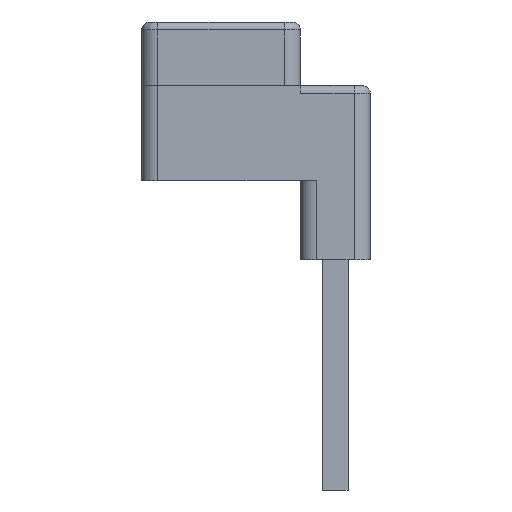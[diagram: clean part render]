
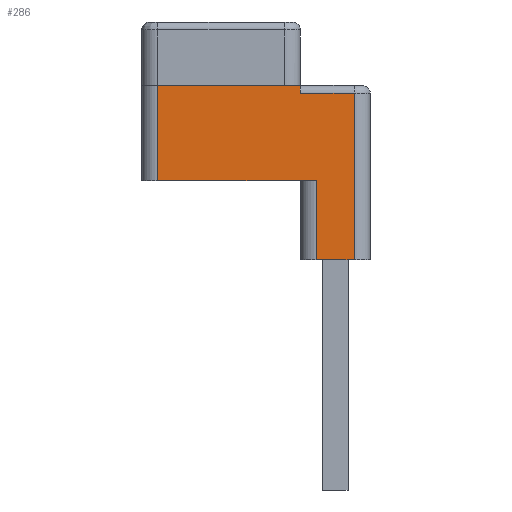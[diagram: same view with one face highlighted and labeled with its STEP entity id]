
A CAD part, left-side view. The second image highlights one B-rep face of the part: STEP entity #286.
In plain terms, the highlighted planar face has unit normal (-1, 0, 0).
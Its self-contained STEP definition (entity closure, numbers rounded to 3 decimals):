
#163=AXIS2_PLACEMENT_3D('Plane Axis2P3D',#160,#161,#162) ;
#90=CARTESIAN_POINT('Vertex',(11.5,0.7,7.248)) ;
#93=CARTESIAN_POINT('Line Origine',(11.5,1.1,7.248)) ;
#97=CARTESIAN_POINT('Vertex',(11.5,1.5,7.248)) ;
#160=CARTESIAN_POINT('Axis2P3D Location',(11.5,7.2,9.748)) ;
#165=CARTESIAN_POINT('Line Origine',(11.5,0.6,7.248)) ;
#169=CARTESIAN_POINT('Vertex',(11.5,0.5,7.248)) ;
#172=CARTESIAN_POINT('Line Origine',(11.5,0.5,9.873)) ;
#176=CARTESIAN_POINT('Vertex',(11.5,0.5,12.498)) ;
#179=CARTESIAN_POINT('Line Origine',(11.5,1.35,12.498)) ;
#183=CARTESIAN_POINT('Vertex',(11.5,2.2,12.498)) ;
#186=CARTESIAN_POINT('Line Origine',(11.5,2.2,12.623)) ;
#190=CARTESIAN_POINT('Vertex',(11.5,2.2,12.748)) ;
#193=CARTESIAN_POINT('Line Origine',(11.5,3.134,12.748)) ;
#197=CARTESIAN_POINT('Vertex',(11.5,4.069,12.748)) ;
#200=CARTESIAN_POINT('Line Origine',(11.5,4.069,13.028)) ;
#204=CARTESIAN_POINT('Vertex',(11.5,4.069,13.308)) ;
#207=CARTESIAN_POINT('Line Origine',(11.5,3.876,14.028)) ;
#211=CARTESIAN_POINT('Vertex',(11.5,3.684,14.748)) ;
#214=CARTESIAN_POINT('Line Origine',(11.5,4.7,14.748)) ;
#218=CARTESIAN_POINT('Vertex',(11.5,5.716,14.748)) ;
#221=CARTESIAN_POINT('Line Origine',(11.5,5.524,14.028)) ;
#225=CARTESIAN_POINT('Vertex',(11.5,5.331,13.308)) ;
#228=CARTESIAN_POINT('Line Origine',(11.5,5.331,13.028)) ;
#232=CARTESIAN_POINT('Vertex',(11.5,5.331,12.748)) ;
#235=CARTESIAN_POINT('Line Origine',(11.5,6.016,12.748)) ;
#239=CARTESIAN_POINT('Vertex',(11.5,6.7,12.748)) ;
#242=CARTESIAN_POINT('Line Origine',(11.5,6.7,11.248)) ;
#246=CARTESIAN_POINT('Vertex',(11.5,6.7,9.748)) ;
#249=CARTESIAN_POINT('Line Origine',(11.5,4.2,9.748)) ;
#253=CARTESIAN_POINT('Vertex',(11.5,1.7,9.748)) ;
#256=CARTESIAN_POINT('Line Origine',(11.5,1.7,8.498)) ;
#260=CARTESIAN_POINT('Vertex',(11.5,1.7,7.248)) ;
#263=CARTESIAN_POINT('Line Origine',(11.5,1.6,7.248)) ;
#94=DIRECTION('Vector Direction',(0.,1.,0.)) ;
#161=DIRECTION('Axis2P3D Direction',(-1.,0.,0.)) ;
#162=DIRECTION('Axis2P3D XDirection',(0.,-1.,0.)) ;
#166=DIRECTION('Vector Direction',(0.,1.,0.)) ;
#173=DIRECTION('Vector Direction',(0.,0.,1.)) ;
#180=DIRECTION('Vector Direction',(0.,-1.,0.)) ;
#187=DIRECTION('Vector Direction',(0.,0.,1.)) ;
#194=DIRECTION('Vector Direction',(0.,1.,0.)) ;
#201=DIRECTION('Vector Direction',(0.,0.,-1.)) ;
#208=DIRECTION('Vector Direction',(0.,0.258,-0.966)) ;
#215=DIRECTION('Vector Direction',(0.,-1.,0.)) ;
#222=DIRECTION('Vector Direction',(0.,0.258,0.966)) ;
#229=DIRECTION('Vector Direction',(0.,0.,-1.)) ;
#236=DIRECTION('Vector Direction',(0.,1.,0.)) ;
#243=DIRECTION('Vector Direction',(0.,0.,-1.)) ;
#250=DIRECTION('Vector Direction',(0.,-1.,0.)) ;
#257=DIRECTION('Vector Direction',(0.,0.,1.)) ;
#264=DIRECTION('Vector Direction',(0.,1.,0.)) ;
#95=VECTOR('Line Direction',#94,1.) ;
#167=VECTOR('Line Direction',#166,1.) ;
#174=VECTOR('Line Direction',#173,1.) ;
#181=VECTOR('Line Direction',#180,1.) ;
#188=VECTOR('Line Direction',#187,1.) ;
#195=VECTOR('Line Direction',#194,1.) ;
#202=VECTOR('Line Direction',#201,1.) ;
#209=VECTOR('Line Direction',#208,1.) ;
#216=VECTOR('Line Direction',#215,1.) ;
#223=VECTOR('Line Direction',#222,1.) ;
#230=VECTOR('Line Direction',#229,1.) ;
#237=VECTOR('Line Direction',#236,1.) ;
#244=VECTOR('Line Direction',#243,1.) ;
#251=VECTOR('Line Direction',#250,1.) ;
#258=VECTOR('Line Direction',#257,1.) ;
#265=VECTOR('Line Direction',#264,1.) ;
#269=ORIENTED_EDGE('',*,*,#171,.F.) ;
#270=ORIENTED_EDGE('',*,*,#178,.T.) ;
#271=ORIENTED_EDGE('',*,*,#185,.F.) ;
#272=ORIENTED_EDGE('',*,*,#192,.T.) ;
#273=ORIENTED_EDGE('',*,*,#199,.T.) ;
#274=ORIENTED_EDGE('',*,*,#206,.F.) ;
#275=ORIENTED_EDGE('',*,*,#213,.F.) ;
#276=ORIENTED_EDGE('',*,*,#220,.F.) ;
#277=ORIENTED_EDGE('',*,*,#227,.F.) ;
#278=ORIENTED_EDGE('',*,*,#234,.T.) ;
#279=ORIENTED_EDGE('',*,*,#241,.T.) ;
#280=ORIENTED_EDGE('',*,*,#248,.T.) ;
#281=ORIENTED_EDGE('',*,*,#255,.T.) ;
#282=ORIENTED_EDGE('',*,*,#262,.F.) ;
#283=ORIENTED_EDGE('',*,*,#267,.F.) ;
#284=ORIENTED_EDGE('',*,*,#99,.F.) ;
#286=ADVANCED_FACE('QV',(#285),#164,.T.) ;
#99=EDGE_CURVE('',#91,#98,#96,.T.) ;
#171=EDGE_CURVE('',#170,#91,#168,.T.) ;
#178=EDGE_CURVE('',#170,#177,#175,.T.) ;
#185=EDGE_CURVE('',#184,#177,#182,.T.) ;
#192=EDGE_CURVE('',#184,#191,#189,.T.) ;
#199=EDGE_CURVE('',#191,#198,#196,.T.) ;
#206=EDGE_CURVE('',#205,#198,#203,.T.) ;
#213=EDGE_CURVE('',#212,#205,#210,.T.) ;
#220=EDGE_CURVE('',#219,#212,#217,.T.) ;
#227=EDGE_CURVE('',#226,#219,#224,.T.) ;
#234=EDGE_CURVE('',#226,#233,#231,.T.) ;
#241=EDGE_CURVE('',#233,#240,#238,.T.) ;
#248=EDGE_CURVE('',#240,#247,#245,.T.) ;
#255=EDGE_CURVE('',#247,#254,#252,.T.) ;
#262=EDGE_CURVE('',#261,#254,#259,.T.) ;
#267=EDGE_CURVE('',#98,#261,#266,.T.) ;
#268=EDGE_LOOP('',(#269,#270,#271,#272,#273,#274,#275,#276,#277,#278,#279,#280,#281,#282,#283,#284)) ;
#285=FACE_OUTER_BOUND('',#268,.T.) ;
#96=LINE('Line',#93,#95) ;
#168=LINE('Line',#165,#167) ;
#175=LINE('Line',#172,#174) ;
#182=LINE('Line',#179,#181) ;
#189=LINE('Line',#186,#188) ;
#196=LINE('Line',#193,#195) ;
#203=LINE('Line',#200,#202) ;
#210=LINE('Line',#207,#209) ;
#217=LINE('Line',#214,#216) ;
#224=LINE('Line',#221,#223) ;
#231=LINE('Line',#228,#230) ;
#238=LINE('Line',#235,#237) ;
#245=LINE('Line',#242,#244) ;
#252=LINE('Line',#249,#251) ;
#259=LINE('Line',#256,#258) ;
#266=LINE('Line',#263,#265) ;
#164=PLANE('',#163) ;
#91=VERTEX_POINT('',#90) ;
#98=VERTEX_POINT('',#97) ;
#170=VERTEX_POINT('',#169) ;
#177=VERTEX_POINT('',#176) ;
#184=VERTEX_POINT('',#183) ;
#191=VERTEX_POINT('',#190) ;
#198=VERTEX_POINT('',#197) ;
#205=VERTEX_POINT('',#204) ;
#212=VERTEX_POINT('',#211) ;
#219=VERTEX_POINT('',#218) ;
#226=VERTEX_POINT('',#225) ;
#233=VERTEX_POINT('',#232) ;
#240=VERTEX_POINT('',#239) ;
#247=VERTEX_POINT('',#246) ;
#254=VERTEX_POINT('',#253) ;
#261=VERTEX_POINT('',#260) ;
